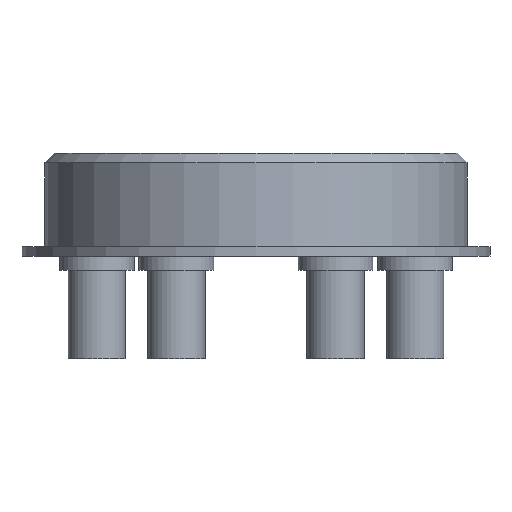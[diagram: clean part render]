
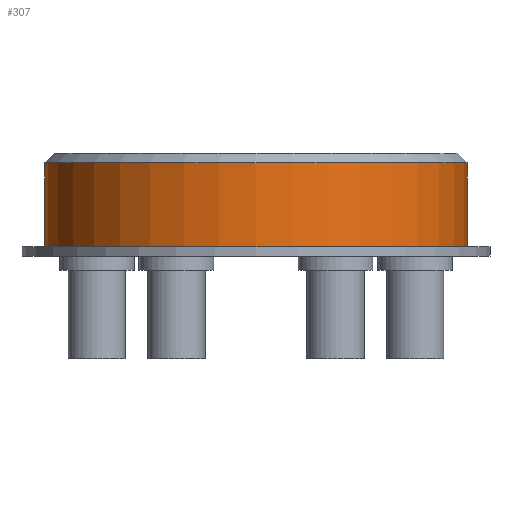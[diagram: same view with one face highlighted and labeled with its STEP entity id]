
A CAD part, front view. The second image highlights one B-rep face of the part: STEP entity #307.
In plain terms, the highlighted cylindrical face has radius 22.55 mm (diameter 45.1 mm), a partial arc.
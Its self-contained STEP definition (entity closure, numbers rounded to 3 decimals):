
#1 = AXIS2_PLACEMENT_3D ( 'NONE', #391, #1141, #2433 ) ;
#47 = CARTESIAN_POINT ( 'NONE',  ( -22.55, 0., -1.05 ) ) ;
#245 = EDGE_CURVE ( 'NONE', #411, #2895, #2294, .T. ) ;
#249 = VECTOR ( 'NONE', #1449, 1000. ) ;
#307 = ADVANCED_FACE ( 'NONE', ( #2902 ), #405, .T. ) ;
#381 = EDGE_LOOP ( 'NONE', ( #1240, #1340, #2230, #3047 ) ) ;
#391 = CARTESIAN_POINT ( 'NONE',  ( 0., 0., 0. ) ) ;
#405 = CYLINDRICAL_SURFACE ( 'NONE', #1, 22.55 ) ;
#411 = VERTEX_POINT ( 'NONE', #1691 ) ;
#414 = AXIS2_PLACEMENT_3D ( 'NONE', #1924, #1897, #934 ) ;
#694 = VERTEX_POINT ( 'NONE', #877 ) ;
#711 = LINE ( 'NONE', #2215, #249 ) ;
#817 = DIRECTION ( 'NONE',  ( 1., 0., 0. ) ) ;
#877 = CARTESIAN_POINT ( 'NONE',  ( -22.55, 0., -10. ) ) ;
#934 = DIRECTION ( 'NONE',  ( 1., 0., 0. ) ) ;
#955 = CARTESIAN_POINT ( 'NONE',  ( -22.55, 0., 0. ) ) ;
#1141 = DIRECTION ( 'NONE',  ( 0., 0., -1. ) ) ;
#1240 = ORIENTED_EDGE ( 'NONE', *, *, #1442, .F. ) ;
#1340 = ORIENTED_EDGE ( 'NONE', *, *, #245, .T. ) ;
#1442 = EDGE_CURVE ( 'NONE', #411, #1899, #711, .T. ) ;
#1449 = DIRECTION ( 'NONE',  ( 0., 0., -1. ) ) ;
#1557 = CARTESIAN_POINT ( 'NONE',  ( 0., 0., -1.05 ) ) ;
#1569 = CIRCLE ( 'NONE', #414, 22.55 ) ;
#1598 = EDGE_CURVE ( 'NONE', #2895, #694, #2602, .T. ) ;
#1691 = CARTESIAN_POINT ( 'NONE',  ( 22.55, 0., -1.05 ) ) ;
#1766 = VECTOR ( 'NONE', #2863, 1000. ) ;
#1897 = DIRECTION ( 'NONE',  ( 0., 0., 1. ) ) ;
#1899 = VERTEX_POINT ( 'NONE', #2051 ) ;
#1924 = CARTESIAN_POINT ( 'NONE',  ( 0., 0., -10. ) ) ;
#2051 = CARTESIAN_POINT ( 'NONE',  ( 22.55, 0., -10. ) ) ;
#2072 = EDGE_CURVE ( 'NONE', #694, #1899, #1569, .T. ) ;
#2215 = CARTESIAN_POINT ( 'NONE',  ( 22.55, 0., 0. ) ) ;
#2230 = ORIENTED_EDGE ( 'NONE', *, *, #1598, .T. ) ;
#2294 = CIRCLE ( 'NONE', #2406, 22.55 ) ;
#2406 = AXIS2_PLACEMENT_3D ( 'NONE', #1557, #2611, #817 ) ;
#2433 = DIRECTION ( 'NONE',  ( -1., 0., 0. ) ) ;
#2602 = LINE ( 'NONE', #955, #1766 ) ;
#2611 = DIRECTION ( 'NONE',  ( 0., 0., -1. ) ) ;
#2863 = DIRECTION ( 'NONE',  ( 0., 0., -1. ) ) ;
#2895 = VERTEX_POINT ( 'NONE', #47 ) ;
#2902 = FACE_OUTER_BOUND ( 'NONE', #381, .T. ) ;
#3047 = ORIENTED_EDGE ( 'NONE', *, *, #2072, .T. ) ;
